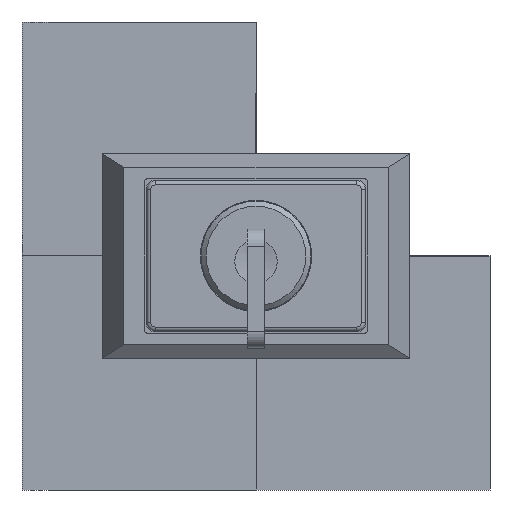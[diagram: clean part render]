
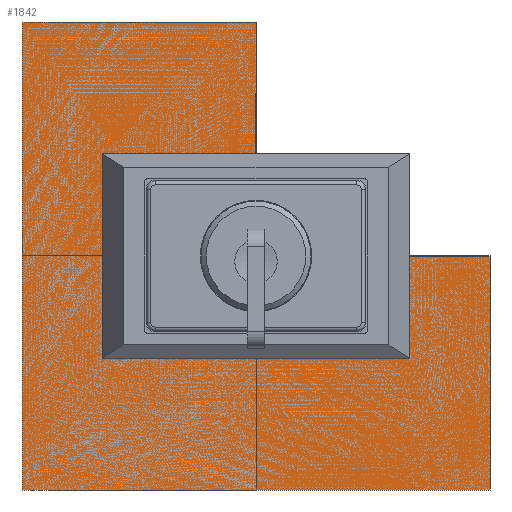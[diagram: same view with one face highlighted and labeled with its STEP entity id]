
A CAD part, front view. The second image highlights one B-rep face of the part: STEP entity #1842.
In plain terms, the highlighted planar face has unit normal (0, -1, 0).
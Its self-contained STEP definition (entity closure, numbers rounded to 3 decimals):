
#1842 = ADVANCED_FACE( '', ( #3594 ), #3595, .T. );
#3594 = FACE_OUTER_BOUND( '', #5748, .T. );
#3595 = PLANE( '', #5749 );
#5748 = EDGE_LOOP( '', ( #11021, #11022, #11023, #11024, #11025, #11026, #11027, #11028, #11029, #11030 ) );
#5749 = AXIS2_PLACEMENT_3D( '', #11031, #11032, #11033 );
#11021 = ORIENTED_EDGE( '', *, *, #12987, .F. );
#11022 = ORIENTED_EDGE( '', *, *, #13764, .T. );
#11023 = ORIENTED_EDGE( '', *, *, #14508, .T. );
#11024 = ORIENTED_EDGE( '', *, *, #13173, .T. );
#11025 = ORIENTED_EDGE( '', *, *, #13569, .T. );
#11026 = ORIENTED_EDGE( '', *, *, #12884, .F. );
#11027 = ORIENTED_EDGE( '', *, *, #14569, .F. );
#11028 = ORIENTED_EDGE( '', *, *, #12864, .F. );
#11029 = ORIENTED_EDGE( '', *, *, #13777, .F. );
#11030 = ORIENTED_EDGE( '', *, *, #14512, .F. );
#11031 = CARTESIAN_POINT( '', ( -27.5, 0., -27.5 ) );
#11032 = DIRECTION( '', ( 0., -1., 0. ) );
#11033 = DIRECTION( '', ( 0., 0., -1. ) );
#12864 = EDGE_CURVE( '', #17960, #17962, #17963, .T. );
#12884 = EDGE_CURVE( '', #17994, #17997, #17998, .T. );
#12987 = EDGE_CURVE( '', #18177, #18179, #18180, .T. );
#13173 = EDGE_CURVE( '', #18494, #18495, #18496, .T. );
#13569 = EDGE_CURVE( '', #18495, #17997, #19144, .T. );
#13764 = EDGE_CURVE( '', #18177, #19440, #19442, .T. );
#13777 = EDGE_CURVE( '', #19459, #17960, #19461, .T. );
#14508 = EDGE_CURVE( '', #19440, #18494, #20430, .T. );
#14512 = EDGE_CURVE( '', #18179, #19459, #20434, .T. );
#14569 = EDGE_CURVE( '', #17962, #17994, #20499, .T. );
#17960 = VERTEX_POINT( '', #21907 );
#17962 = VERTEX_POINT( '', #21910 );
#17963 = LINE( '', #21911, #21912 );
#17994 = VERTEX_POINT( '', #21957 );
#17997 = VERTEX_POINT( '', #21961 );
#17998 = LINE( '', #21962, #21963 );
#18177 = VERTEX_POINT( '', #22223 );
#18179 = VERTEX_POINT( '', #22226 );
#18180 = LINE( '', #22227, #22228 );
#18494 = VERTEX_POINT( '', #22687 );
#18495 = VERTEX_POINT( '', #22688 );
#18496 = LINE( '', #22689, #22690 );
#19144 = LINE( '', #23624, #23625 );
#19440 = VERTEX_POINT( '', #24107 );
#19442 = LINE( '', #24110, #24111 );
#19459 = VERTEX_POINT( '', #24135 );
#19461 = LINE( '', #24138, #24139 );
#20430 = LINE( '', #25607, #25608 );
#20434 = LINE( '', #25614, #25615 );
#20499 = LINE( '', #25725, #25726 );
#21907 = CARTESIAN_POINT( '', ( -14.875, 0., -10.875 ) );
#21910 = CARTESIAN_POINT( '', ( 14.875, 0., -10.875 ) );
#21911 = CARTESIAN_POINT( '', ( -14.875, 0., -10.875 ) );
#21912 = VECTOR( '', #27595, 1000. );
#21957 = CARTESIAN_POINT( '', ( 14.875, 0., 0. ) );
#21961 = CARTESIAN_POINT( '', ( 27.5, 0., 0. ) );
#21962 = CARTESIAN_POINT( '', ( 0., 0., 0. ) );
#21963 = VECTOR( '', #27611, 1000. );
#22223 = CARTESIAN_POINT( '', ( 0., 0., 27.5 ) );
#22226 = CARTESIAN_POINT( '', ( 0., 0., 10.875 ) );
#22227 = CARTESIAN_POINT( '', ( 0., 0., 27.5 ) );
#22228 = VECTOR( '', #27709, 1000. );
#22687 = CARTESIAN_POINT( '', ( -27.5, 0., -27.5 ) );
#22688 = CARTESIAN_POINT( '', ( 27.5, 0., -27.5 ) );
#22689 = CARTESIAN_POINT( '', ( -27.5, 0., -27.5 ) );
#22690 = VECTOR( '', #27880, 1000. );
#23624 = CARTESIAN_POINT( '', ( 27.5, 0., -27.5 ) );
#23625 = VECTOR( '', #28260, 1000. );
#24107 = CARTESIAN_POINT( '', ( -27.5, 0., 27.5 ) );
#24110 = CARTESIAN_POINT( '', ( 27.5, 0., 27.5 ) );
#24111 = VECTOR( '', #28436, 1000. );
#24135 = CARTESIAN_POINT( '', ( -14.875, 0., 10.875 ) );
#24138 = CARTESIAN_POINT( '', ( -14.875, 0., 10.875 ) );
#24139 = VECTOR( '', #28445, 1000. );
#25607 = CARTESIAN_POINT( '', ( -27.5, 0., 27.5 ) );
#25608 = VECTOR( '', #29042, 1000. );
#25614 = CARTESIAN_POINT( '', ( 14.875, 0., 10.875 ) );
#25615 = VECTOR( '', #29045, 1000. );
#25725 = CARTESIAN_POINT( '', ( 14.875, 0., -10.875 ) );
#25726 = VECTOR( '', #29088, 1000. );
#27595 = DIRECTION( '', ( 1., 0., 0. ) );
#27611 = DIRECTION( '', ( 1., 0., 0. ) );
#27709 = DIRECTION( '', ( 0., 0., -1. ) );
#27880 = DIRECTION( '', ( 1., 0., 0. ) );
#28260 = DIRECTION( '', ( 0., 0., 1. ) );
#28436 = DIRECTION( '', ( -1., 0., 0. ) );
#28445 = DIRECTION( '', ( 0., 0., -1. ) );
#29042 = DIRECTION( '', ( 0., 0., -1. ) );
#29045 = DIRECTION( '', ( -1., 0., 0. ) );
#29088 = DIRECTION( '', ( 0., 0., 1. ) );
